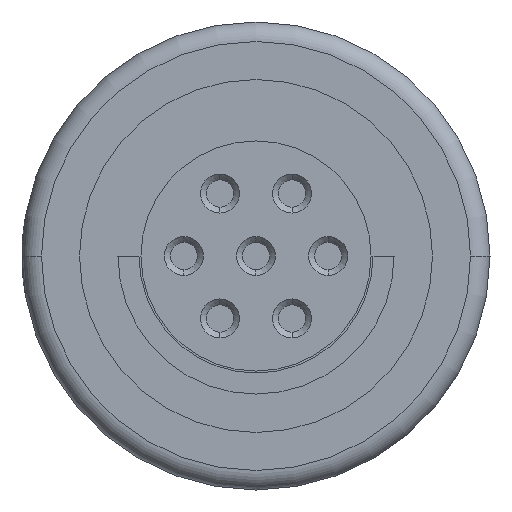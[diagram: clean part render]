
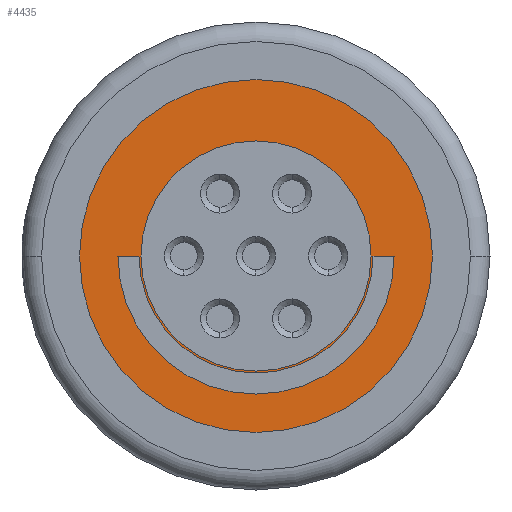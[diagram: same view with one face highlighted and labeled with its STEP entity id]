
A CAD part, left-side view. The second image highlights one B-rep face of the part: STEP entity #4435.
In plain terms, the highlighted planar face has unit normal (-1, 0, 0).
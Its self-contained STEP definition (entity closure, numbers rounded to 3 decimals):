
#1059=CARTESIAN_POINT('',(0.,0.,0.));
#1060=DIRECTION('',(-1.,0.,0.));
#1061=DIRECTION('',(0.,1.,0.));
#1062=AXIS2_PLACEMENT_3D('',#1059,#1060,#1061);
#1067=CARTESIAN_POINT('',(0.,0.,0.));
#1068=DIRECTION('',(1.,0.,0.));
#1069=DIRECTION('',(0.,1.,0.));
#1070=AXIS2_PLACEMENT_3D('',#1067,#1068,#1069);
#1075=DIRECTION('',(0.,1.,0.));
#1076=VECTOR('',#1075,0.54);
#1077=CARTESIAN_POINT('',(0.,-3.54,0.));
#1078=LINE('',#1077,#1076);
#1082=CARTESIAN_POINT('',(0.,0.,0.));
#1083=DIRECTION('',(-1.,0.,0.));
#1084=DIRECTION('',(0.,1.,0.));
#1085=AXIS2_PLACEMENT_3D('',#1082,#1083,#1084);
#1090=DIRECTION('',(0.,1.,0.));
#1091=VECTOR('',#1090,0.54);
#1092=CARTESIAN_POINT('',(0.,3.,0.));
#1093=LINE('',#1092,#1091);
#1097=CARTESIAN_POINT('',(0.,0.,0.));
#1098=DIRECTION('',(-1.,0.,0.));
#1099=DIRECTION('',(0.,1.,0.));
#1100=AXIS2_PLACEMENT_3D('',#1097,#1098,#1099);
#1105=CARTESIAN_POINT('',(0.,0.,0.));
#1106=DIRECTION('',(1.,0.,0.));
#1107=DIRECTION('',(0.,0.,-1.));
#1108=AXIS2_PLACEMENT_3D('',#1105,#1106,#1107);
#1113=CARTESIAN_POINT('',(0.,0.,0.));
#1114=DIRECTION('',(1.,0.,0.));
#1115=DIRECTION('',(0.,0.,1.));
#1116=AXIS2_PLACEMENT_3D('',#1113,#1114,#1115);
#3046=CARTESIAN_POINT('',(0.,0.,-2.95));
#3047=VERTEX_POINT('',#3046);
#3048=CARTESIAN_POINT('',(0.,0.,2.95));
#3049=VERTEX_POINT('',#3048);
#3333=CARTESIAN_POINT('',(0.,4.525,0.));
#3335=VERTEX_POINT('',#3333);
#3341=CARTESIAN_POINT('',(0.,-4.525,0.));
#3343=VERTEX_POINT('',#3341);
#3436=CARTESIAN_POINT('',(0.,-3.54,0.));
#3437=VERTEX_POINT('',#3436);
#3438=CARTESIAN_POINT('',(0.,-3.,0.));
#3439=VERTEX_POINT('',#3438);
#3440=CARTESIAN_POINT('',(0.,3.,0.));
#3441=VERTEX_POINT('',#3440);
#3442=CARTESIAN_POINT('',(0.,3.54,0.));
#3443=VERTEX_POINT('',#3442);
#4410=CARTESIAN_POINT('',(0.,0.,0.));
#4411=DIRECTION('',(1.,0.,0.));
#4412=DIRECTION('',(0.,0.,-1.));
#4413=AXIS2_PLACEMENT_3D('',#4410,#4411,#4412);
#4414=PLANE('',#4413);
#4415=ORIENTED_EDGE('',*,*,#4403,.F.);
#4416=ORIENTED_EDGE('',*,*,#4392,.T.);
#4417=EDGE_LOOP('',(#4415,#4416));
#4418=FACE_OUTER_BOUND('',#4417,.F.);
#4420=ORIENTED_EDGE('',*,*,#4419,.T.);
#4422=ORIENTED_EDGE('',*,*,#4421,.F.);
#4424=ORIENTED_EDGE('',*,*,#4423,.T.);
#4426=ORIENTED_EDGE('',*,*,#4425,.T.);
#4427=EDGE_LOOP('',(#4420,#4422,#4424,#4426));
#4428=FACE_BOUND('',#4427,.F.);
#4430=ORIENTED_EDGE('',*,*,#4429,.F.);
#4432=ORIENTED_EDGE('',*,*,#4431,.F.);
#4433=EDGE_LOOP('',(#4430,#4432));
#4434=FACE_BOUND('',#4433,.F.);
#1063=CIRCLE('',#1062,4.525);
#1071=CIRCLE('',#1070,4.525);
#1086=CIRCLE('',#1085,3.);
#1101=CIRCLE('',#1100,3.54);
#1109=CIRCLE('',#1108,2.95);
#1117=CIRCLE('',#1116,2.95);
#4392=EDGE_CURVE('',#3335,#3343,#1071,.T.);
#4403=EDGE_CURVE('',#3335,#3343,#1063,.T.);
#4419=EDGE_CURVE('',#3437,#3439,#1078,.T.);
#4421=EDGE_CURVE('',#3441,#3439,#1086,.T.);
#4423=EDGE_CURVE('',#3441,#3443,#1093,.T.);
#4425=EDGE_CURVE('',#3443,#3437,#1101,.T.);
#4429=EDGE_CURVE('',#3047,#3049,#1109,.T.);
#4431=EDGE_CURVE('',#3049,#3047,#1117,.T.);
#4435=ADVANCED_FACE('',(#4418,#4428,#4434),#4414,.F.);
